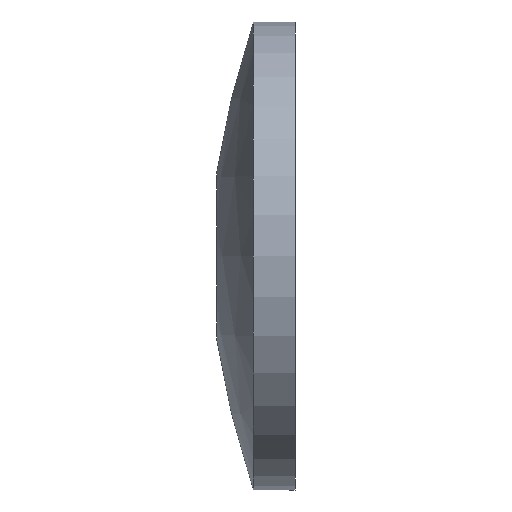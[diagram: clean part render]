
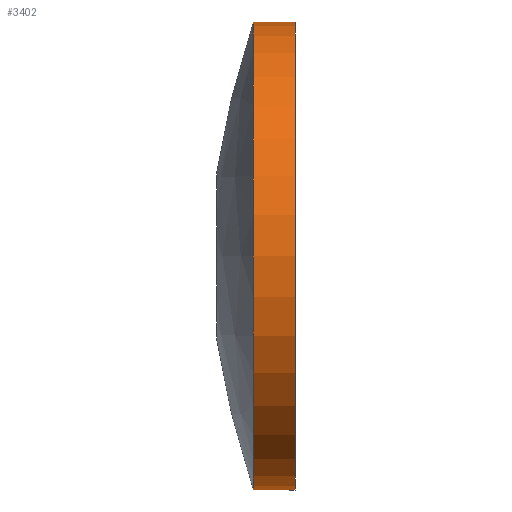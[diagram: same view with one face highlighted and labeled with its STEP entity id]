
A CAD part, left-side view. The second image highlights one B-rep face of the part: STEP entity #3402.
In plain terms, the highlighted cylindrical face has radius 16.85 mm (diameter 33.7 mm), a full revolution.
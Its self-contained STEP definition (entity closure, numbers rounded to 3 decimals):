
#634 = CARTESIAN_POINT ( 'NONE',  ( 0., 3., 0. ) ) ;
#705 = FACE_OUTER_BOUND ( 'NONE', #9048, .T. ) ;
#1751 = CYLINDRICAL_SURFACE ( 'NONE', #13729, 16.85 ) ;
#2284 = CIRCLE ( 'NONE', #11082, 16.85 ) ;
#2655 = CARTESIAN_POINT ( 'NONE',  ( 16.85, 3., 0. ) ) ;
#3167 = EDGE_CURVE ( 'NONE', #7714, #7714, #13858, .T. ) ;
#3402 = ADVANCED_FACE ( 'NONE', ( #705, #8045 ), #1751, .T. ) ;
#5284 = DIRECTION ( 'NONE',  ( 0., -1., 0. ) ) ;
#6288 = ORIENTED_EDGE ( 'NONE', *, *, #3167, .T. ) ;
#6317 = DIRECTION ( 'NONE',  ( 1., 0., 0. ) ) ;
#6744 = CARTESIAN_POINT ( 'NONE',  ( 0., 0., 0. ) ) ;
#6758 = EDGE_LOOP ( 'NONE', ( #14418 ) ) ;
#7714 = VERTEX_POINT ( 'NONE', #2655 ) ;
#7875 = VERTEX_POINT ( 'NONE', #12690 ) ;
#8006 = DIRECTION ( 'NONE',  ( 1., 0., 0. ) ) ;
#8045 = FACE_OUTER_BOUND ( 'NONE', #6758, .T. ) ;
#9020 = DIRECTION ( 'NONE',  ( 0., -1., 0. ) ) ;
#9048 = EDGE_LOOP ( 'NONE', ( #6288 ) ) ;
#9605 = EDGE_CURVE ( 'NONE', #7875, #7875, #2284, .T. ) ;
#10211 = CARTESIAN_POINT ( 'NONE',  ( 0., 3., 0. ) ) ;
#10294 = DIRECTION ( 'NONE',  ( 0., -1., 0. ) ) ;
#11082 = AXIS2_PLACEMENT_3D ( 'NONE', #6744, #9020, #12211 ) ;
#12211 = DIRECTION ( 'NONE',  ( 1., 0., 0. ) ) ;
#12690 = CARTESIAN_POINT ( 'NONE',  ( 16.85, 0., 0. ) ) ;
#13729 = AXIS2_PLACEMENT_3D ( 'NONE', #634, #5284, #6317 ) ;
#13858 = CIRCLE ( 'NONE', #14012, 16.85 ) ;
#14012 = AXIS2_PLACEMENT_3D ( 'NONE', #10211, #10294, #8006 ) ;
#14418 = ORIENTED_EDGE ( 'NONE', *, *, #9605, .F. ) ;
